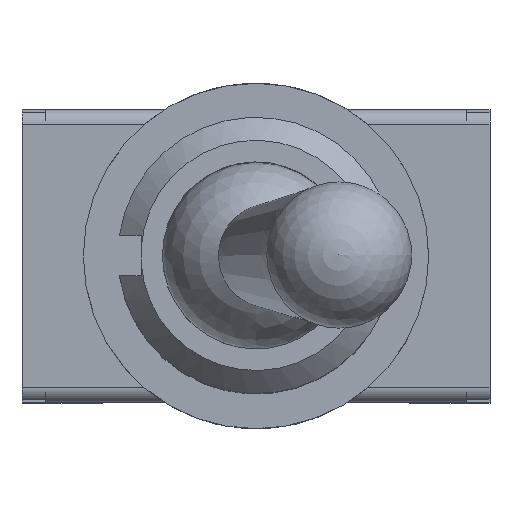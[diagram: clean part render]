
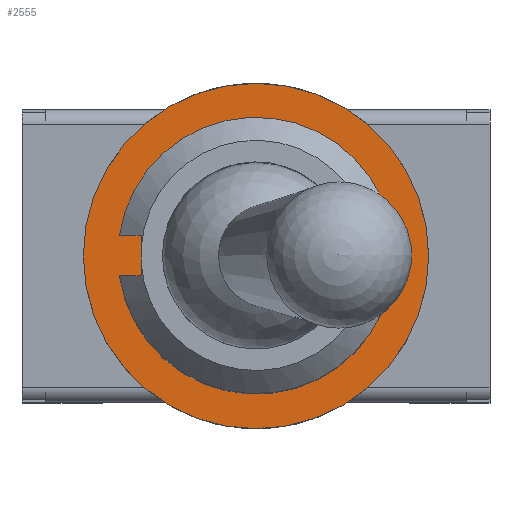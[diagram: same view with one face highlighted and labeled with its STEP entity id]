
A CAD part, top view. The second image highlights one B-rep face of the part: STEP entity #2555.
In plain terms, the highlighted planar face has unit normal (0, 0, 1).
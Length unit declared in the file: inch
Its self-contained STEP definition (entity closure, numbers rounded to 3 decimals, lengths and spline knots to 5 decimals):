
#2442=CARTESIAN_POINT('',(-0.07852,0.01378,0.30866));
#2443=VERTEX_POINT('',#2442);
#2450=CARTESIAN_POINT('',(-0.07852,-0.01378,0.30866));
#2451=VERTEX_POINT('',#2450);
#2452=CARTESIAN_POINT('',(-0.07852,-0.01378,0.30866));
#2453=DIRECTION('',(0.0,1.0,0.0));
#2454=VECTOR('',#2453,0.02756);
#2455=LINE('',#2452,#2454);
#2456=EDGE_CURVE('',#2451,#2443,#2455,.T.);
#2474=CARTESIAN_POINT('',(-0.09348,-0.01378,0.30866));
#2475=VERTEX_POINT('',#2474);
#2476=CARTESIAN_POINT('',(-0.09348,-0.01378,0.30866));
#2477=DIRECTION('',(1.0,0.0,0.0));
#2478=VECTOR('',#2477,0.01496);
#2479=LINE('',#2476,#2478);
#2480=EDGE_CURVE('',#2475,#2451,#2479,.T.);
#2497=CARTESIAN_POINT('',(-0.09348,0.01378,0.30866));
#2498=VERTEX_POINT('',#2497);
#2505=CARTESIAN_POINT('',(-0.07852,0.01378,0.30866));
#2506=DIRECTION('',(-1.0,0.0,0.0));
#2507=VECTOR('',#2506,0.01496);
#2508=LINE('',#2505,#2507);
#2509=EDGE_CURVE('',#2443,#2498,#2508,.T.);
#2522=CARTESIAN_POINT('',(0.,0.,0.30866));
#2523=DIRECTION('',(0.0,0.0,-1.0));
#2524=DIRECTION('',(0.989,0.146,0.0));
#2525=AXIS2_PLACEMENT_3D('',#2522,#2523,#2524);
#2526=CIRCLE('',#2525,0.09449);
#2527=EDGE_CURVE('',#2498,#2475,#2526,.T.);
#2533=CARTESIAN_POINT('',(-0.12992,0.12992,0.30866));
#2534=DIRECTION('',(0.0,0.0,-1.0));
#2535=DIRECTION('',(-1.0,0.0,0.0));
#2536=AXIS2_PLACEMENT_3D('',#2533,#2534,#2535);
#2537=PLANE('',#2536);
#2538=CARTESIAN_POINT('',(-0.11811,0.,0.30866));
#2539=VERTEX_POINT('',#2538);
#2540=CARTESIAN_POINT('',(0.,0.,0.30866));
#2541=DIRECTION('',(0.0,0.0,-1.0));
#2542=DIRECTION('',(1.0,0.0,0.0));
#2543=AXIS2_PLACEMENT_3D('',#2540,#2541,#2542);
#2544=CIRCLE('',#2543,0.11811);
#2545=EDGE_CURVE('',#2539,#2539,#2544,.T.);
#2546=ORIENTED_EDGE('',*,*,#2545,.F.);
#2547=EDGE_LOOP('',(#2546));
#2548=FACE_OUTER_BOUND('',#2547,.T.);
#2549=ORIENTED_EDGE('',*,*,#2480,.T.);
#2550=ORIENTED_EDGE('',*,*,#2456,.T.);
#2551=ORIENTED_EDGE('',*,*,#2509,.T.);
#2552=ORIENTED_EDGE('',*,*,#2527,.T.);
#2553=EDGE_LOOP('',(#2549,#2550,#2551,#2552));
#2554=FACE_BOUND('',#2553,.T.);
#2555=ADVANCED_FACE('',(#2548,#2554),#2537,.F.);
